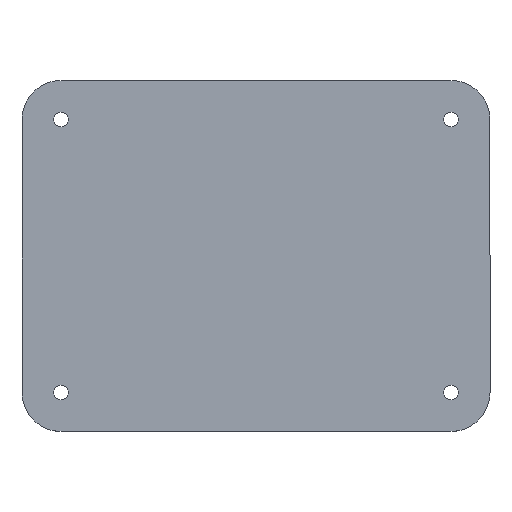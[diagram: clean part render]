
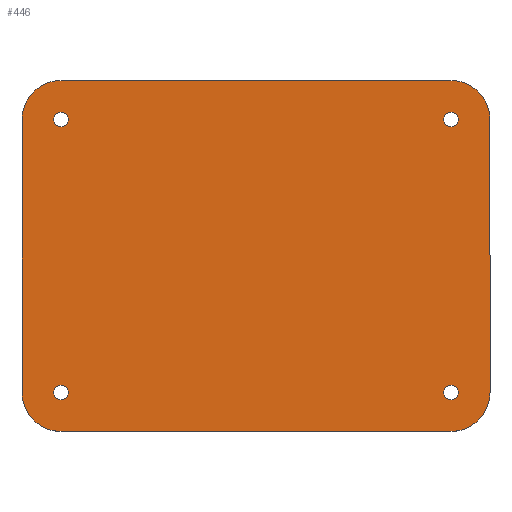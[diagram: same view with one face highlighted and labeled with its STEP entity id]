
A CAD part, top view. The second image highlights one B-rep face of the part: STEP entity #446.
In plain terms, the highlighted planar face has unit normal (0, 0, 1).
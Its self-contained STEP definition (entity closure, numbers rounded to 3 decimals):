
#2 = DIRECTION ( 'NONE',  ( 1., 0., 0. ) ) ;
#7 = DIRECTION ( 'NONE',  ( 1., 0., 0. ) ) ;
#8 = CARTESIAN_POINT ( 'NONE',  ( -48.1, 35., 3. ) ) ;
#9 = ORIENTED_EDGE ( 'NONE', *, *, #210, .F. ) ;
#11 = CIRCLE ( 'NONE', #184, 10. ) ;
#14 = DIRECTION ( 'NONE',  ( -1., 0., 0. ) ) ;
#20 = ORIENTED_EDGE ( 'NONE', *, *, #567, .F. ) ;
#30 = VERTEX_POINT ( 'NONE', #209 ) ;
#32 = DIRECTION ( 'NONE',  ( 1., 0., 0. ) ) ;
#38 = CIRCLE ( 'NONE', #582, 1.9 ) ;
#48 = EDGE_CURVE ( 'NONE', #620, #526, #397, .T. ) ;
#50 = CARTESIAN_POINT ( 'NONE',  ( 60., -35., 3. ) ) ;
#52 = CIRCLE ( 'NONE', #84, 1.9 ) ;
#54 = AXIS2_PLACEMENT_3D ( 'NONE', #218, #231, #274 ) ;
#57 = VERTEX_POINT ( 'NONE', #8 ) ;
#59 = CARTESIAN_POINT ( 'NONE',  ( 50., 45., 3. ) ) ;
#60 = EDGE_CURVE ( 'NONE', #379, #503, #258, .T. ) ;
#62 = FACE_OUTER_BOUND ( 'NONE', #216, .T. ) ;
#78 = DIRECTION ( 'NONE',  ( 1., 0., 0. ) ) ;
#81 = VECTOR ( 'NONE', #2, 1000. ) ;
#84 = AXIS2_PLACEMENT_3D ( 'NONE', #232, #600, #32 ) ;
#87 = DIRECTION ( 'NONE',  ( 0., 0., 1. ) ) ;
#88 = ORIENTED_EDGE ( 'NONE', *, *, #102, .T. ) ;
#90 = DIRECTION ( 'NONE',  ( 1., 0., 0. ) ) ;
#94 = EDGE_CURVE ( 'NONE', #601, #30, #321, .T. ) ;
#96 = LINE ( 'NONE', #607, #448 ) ;
#97 = AXIS2_PLACEMENT_3D ( 'NONE', #148, #490, #484 ) ;
#100 = ORIENTED_EDGE ( 'NONE', *, *, #492, .T. ) ;
#101 = VERTEX_POINT ( 'NONE', #59 ) ;
#102 = EDGE_CURVE ( 'NONE', #230, #101, #11, .T. ) ;
#106 = DIRECTION ( 'NONE',  ( 1., 0., 0. ) ) ;
#107 = CARTESIAN_POINT ( 'NONE',  ( 50., 35., 3. ) ) ;
#111 = ORIENTED_EDGE ( 'NONE', *, *, #253, .F. ) ;
#112 = CARTESIAN_POINT ( 'NONE',  ( -50., -35., 3. ) ) ;
#113 = VERTEX_POINT ( 'NONE', #392 ) ;
#114 = FACE_BOUND ( 'NONE', #513, .T. ) ;
#115 = CARTESIAN_POINT ( 'NONE',  ( 50., 35., 3. ) ) ;
#117 = CARTESIAN_POINT ( 'NONE',  ( -48.1, -35., 3. ) ) ;
#122 = ORIENTED_EDGE ( 'NONE', *, *, #348, .F. ) ;
#124 = VERTEX_POINT ( 'NONE', #447 ) ;
#130 = LINE ( 'NONE', #168, #207 ) ;
#146 = ORIENTED_EDGE ( 'NONE', *, *, #414, .F. ) ;
#148 = CARTESIAN_POINT ( 'NONE',  ( -50., -35., 3. ) ) ;
#151 = PLANE ( 'NONE',  #97 ) ;
#161 = CARTESIAN_POINT ( 'NONE',  ( 50., -45., 3. ) ) ;
#168 = CARTESIAN_POINT ( 'NONE',  ( -50., 45., 3. ) ) ;
#177 = DIRECTION ( 'NONE',  ( 0., 0., 1. ) ) ;
#179 = CARTESIAN_POINT ( 'NONE',  ( 60., 35., 3. ) ) ;
#182 = VERTEX_POINT ( 'NONE', #596 ) ;
#184 = AXIS2_PLACEMENT_3D ( 'NONE', #107, #295, #298 ) ;
#187 = VERTEX_POINT ( 'NONE', #454 ) ;
#192 = CARTESIAN_POINT ( 'NONE',  ( -50., -35., 3. ) ) ;
#193 = ORIENTED_EDGE ( 'NONE', *, *, #606, .T. ) ;
#200 = ORIENTED_EDGE ( 'NONE', *, *, #271, .F. ) ;
#207 = VECTOR ( 'NONE', #14, 1000. ) ;
#209 = CARTESIAN_POINT ( 'NONE',  ( 48.1, 35., 3. ) ) ;
#210 = EDGE_CURVE ( 'NONE', #124, #57, #402, .T. ) ;
#213 = AXIS2_PLACEMENT_3D ( 'NONE', #243, #530, #106 ) ;
#214 = CIRCLE ( 'NONE', #411, 10. ) ;
#216 = EDGE_LOOP ( 'NONE', ( #193, #233, #100, #375, #88, #597, #225, #276 ) ) ;
#218 = CARTESIAN_POINT ( 'NONE',  ( 50., -35., 3. ) ) ;
#221 = EDGE_CURVE ( 'NONE', #429, #230, #413, .T. ) ;
#225 = ORIENTED_EDGE ( 'NONE', *, *, #430, .T. ) ;
#230 = VERTEX_POINT ( 'NONE', #403 ) ;
#231 = DIRECTION ( 'NONE',  ( 0., 0., 1. ) ) ;
#232 = CARTESIAN_POINT ( 'NONE',  ( 50., 35., 3. ) ) ;
#233 = ORIENTED_EDGE ( 'NONE', *, *, #48, .T. ) ;
#235 = DIRECTION ( 'NONE',  ( 0., 0., 1. ) ) ;
#239 = EDGE_LOOP ( 'NONE', ( #111, #20 ) ) ;
#243 = CARTESIAN_POINT ( 'NONE',  ( 50., -35., 3. ) ) ;
#253 = EDGE_CURVE ( 'NONE', #113, #187, #364, .T. ) ;
#255 = DIRECTION ( 'NONE',  ( 1., 0., 0. ) ) ;
#258 = CIRCLE ( 'NONE', #309, 1.9 ) ;
#265 = CARTESIAN_POINT ( 'NONE',  ( -50., -35., 3. ) ) ;
#270 = EDGE_CURVE ( 'NONE', #317, #614, #96, .T. ) ;
#271 = EDGE_CURVE ( 'NONE', #57, #124, #38, .T. ) ;
#274 = DIRECTION ( 'NONE',  ( 1., 0., 0. ) ) ;
#276 = ORIENTED_EDGE ( 'NONE', *, *, #270, .T. ) ;
#282 = CIRCLE ( 'NONE', #435, 10. ) ;
#284 = DIRECTION ( 'NONE',  ( 0., -1., 0. ) ) ;
#295 = DIRECTION ( 'NONE',  ( 0., 0., 1. ) ) ;
#298 = DIRECTION ( 'NONE',  ( 1., 0., 0. ) ) ;
#309 = AXIS2_PLACEMENT_3D ( 'NONE', #112, #398, #255 ) ;
#312 = DIRECTION ( 'NONE',  ( 1., 0., 0. ) ) ;
#313 = CARTESIAN_POINT ( 'NONE',  ( -50., 35., 3. ) ) ;
#317 = VERTEX_POINT ( 'NONE', #515 ) ;
#321 = CIRCLE ( 'NONE', #421, 1.9 ) ;
#322 = CIRCLE ( 'NONE', #353, 1.9 ) ;
#348 = EDGE_CURVE ( 'NONE', #503, #379, #322, .T. ) ;
#353 = AXIS2_PLACEMENT_3D ( 'NONE', #192, #87, #565 ) ;
#364 = CIRCLE ( 'NONE', #376, 1.9 ) ;
#373 = CARTESIAN_POINT ( 'NONE',  ( -50., -45., 3. ) ) ;
#375 = ORIENTED_EDGE ( 'NONE', *, *, #221, .T. ) ;
#376 = AXIS2_PLACEMENT_3D ( 'NONE', #449, #235, #518 ) ;
#379 = VERTEX_POINT ( 'NONE', #386 ) ;
#380 = DIRECTION ( 'NONE',  ( 0., 0., 1. ) ) ;
#386 = CARTESIAN_POINT ( 'NONE',  ( -51.9, -35., 3. ) ) ;
#392 = CARTESIAN_POINT ( 'NONE',  ( 48.1, -35., 3. ) ) ;
#397 = LINE ( 'NONE', #488, #81 ) ;
#398 = DIRECTION ( 'NONE',  ( 0., 0., 1. ) ) ;
#400 = FACE_BOUND ( 'NONE', #473, .T. ) ;
#402 = CIRCLE ( 'NONE', #500, 1.9 ) ;
#403 = CARTESIAN_POINT ( 'NONE',  ( 60., 35., 3. ) ) ;
#411 = AXIS2_PLACEMENT_3D ( 'NONE', #265, #456, #312 ) ;
#413 = LINE ( 'NONE', #179, #604 ) ;
#414 = EDGE_CURVE ( 'NONE', #30, #601, #52, .T. ) ;
#421 = AXIS2_PLACEMENT_3D ( 'NONE', #115, #444, #531 ) ;
#429 = VERTEX_POINT ( 'NONE', #50 ) ;
#430 = EDGE_CURVE ( 'NONE', #182, #317, #282, .T. ) ;
#435 = AXIS2_PLACEMENT_3D ( 'NONE', #445, #617, #7 ) ;
#444 = DIRECTION ( 'NONE',  ( 0., 0., 1. ) ) ;
#445 = CARTESIAN_POINT ( 'NONE',  ( -50., 35., 3. ) ) ;
#446 = ADVANCED_FACE ( 'NONE', ( #572, #400, #62, #482, #114 ), #151, .T. ) ;
#447 = CARTESIAN_POINT ( 'NONE',  ( -51.9, 35., 3. ) ) ;
#448 = VECTOR ( 'NONE', #284, 1000. ) ;
#449 = CARTESIAN_POINT ( 'NONE',  ( 50., -35., 3. ) ) ;
#454 = CARTESIAN_POINT ( 'NONE',  ( 51.9, -35., 3. ) ) ;
#456 = DIRECTION ( 'NONE',  ( 0., 0., 1. ) ) ;
#471 = CIRCLE ( 'NONE', #54, 1.9 ) ;
#473 = EDGE_LOOP ( 'NONE', ( #9, #200 ) ) ;
#482 = FACE_BOUND ( 'NONE', #589, .T. ) ;
#484 = DIRECTION ( 'NONE',  ( 1., 0., 0. ) ) ;
#488 = CARTESIAN_POINT ( 'NONE',  ( -50., -45., 3. ) ) ;
#490 = DIRECTION ( 'NONE',  ( 0., 0., 1. ) ) ;
#492 = EDGE_CURVE ( 'NONE', #526, #429, #532, .T. ) ;
#494 = DIRECTION ( 'NONE',  ( 0., 1., 0. ) ) ;
#500 = AXIS2_PLACEMENT_3D ( 'NONE', #313, #177, #78 ) ;
#503 = VERTEX_POINT ( 'NONE', #117 ) ;
#509 = ORIENTED_EDGE ( 'NONE', *, *, #94, .F. ) ;
#510 = CARTESIAN_POINT ( 'NONE',  ( 51.9, 35., 3. ) ) ;
#513 = EDGE_LOOP ( 'NONE', ( #566, #122 ) ) ;
#515 = CARTESIAN_POINT ( 'NONE',  ( -60., 35., 3. ) ) ;
#518 = DIRECTION ( 'NONE',  ( 1., 0., 0. ) ) ;
#520 = CARTESIAN_POINT ( 'NONE',  ( -50., 35., 3. ) ) ;
#523 = EDGE_CURVE ( 'NONE', #101, #182, #130, .T. ) ;
#526 = VERTEX_POINT ( 'NONE', #161 ) ;
#530 = DIRECTION ( 'NONE',  ( 0., 0., 1. ) ) ;
#531 = DIRECTION ( 'NONE',  ( 1., 0., 0. ) ) ;
#532 = CIRCLE ( 'NONE', #213, 10. ) ;
#565 = DIRECTION ( 'NONE',  ( 1., 0., 0. ) ) ;
#566 = ORIENTED_EDGE ( 'NONE', *, *, #60, .F. ) ;
#567 = EDGE_CURVE ( 'NONE', #187, #113, #471, .T. ) ;
#572 = FACE_BOUND ( 'NONE', #239, .T. ) ;
#582 = AXIS2_PLACEMENT_3D ( 'NONE', #520, #380, #90 ) ;
#589 = EDGE_LOOP ( 'NONE', ( #146, #509 ) ) ;
#596 = CARTESIAN_POINT ( 'NONE',  ( -50., 45., 3. ) ) ;
#597 = ORIENTED_EDGE ( 'NONE', *, *, #523, .T. ) ;
#598 = CARTESIAN_POINT ( 'NONE',  ( -60., -35., 3. ) ) ;
#600 = DIRECTION ( 'NONE',  ( 0., 0., 1. ) ) ;
#601 = VERTEX_POINT ( 'NONE', #510 ) ;
#604 = VECTOR ( 'NONE', #494, 1000. ) ;
#606 = EDGE_CURVE ( 'NONE', #614, #620, #214, .T. ) ;
#607 = CARTESIAN_POINT ( 'NONE',  ( -60., 35., 3. ) ) ;
#614 = VERTEX_POINT ( 'NONE', #598 ) ;
#617 = DIRECTION ( 'NONE',  ( 0., 0., 1. ) ) ;
#620 = VERTEX_POINT ( 'NONE', #373 ) ;
